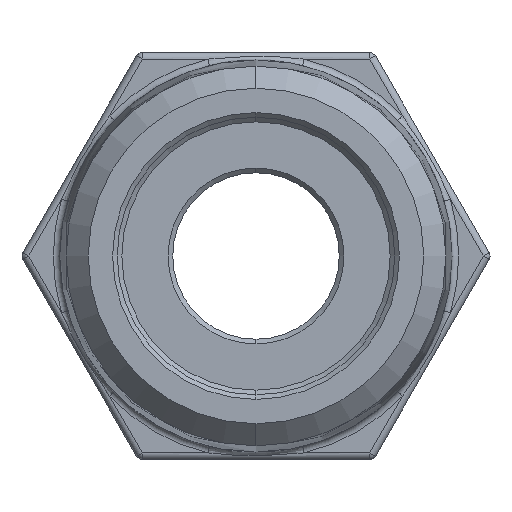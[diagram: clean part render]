
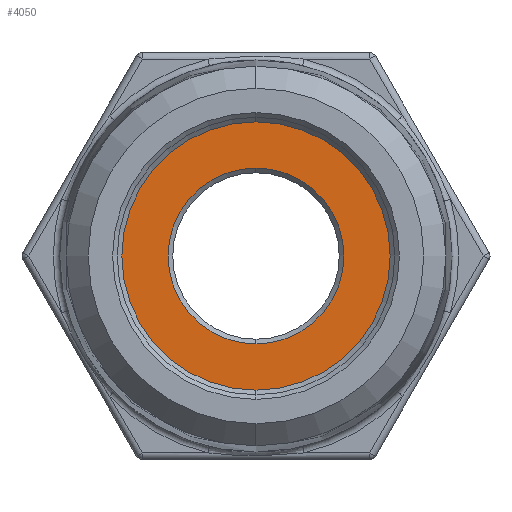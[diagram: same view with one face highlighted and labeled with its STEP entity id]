
A CAD part, left-side view. The second image highlights one B-rep face of the part: STEP entity #4050.
In plain terms, the highlighted planar face has unit normal (-1, 0, 0).
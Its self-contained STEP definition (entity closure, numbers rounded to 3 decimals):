
#49 = ORIENTED_EDGE ( 'NONE', *, *, #13311, .T. ) ;
#670 = AXIS2_PLACEMENT_3D ( 'NONE', #5012, #13978, #3734 ) ;
#1169 = VERTEX_POINT ( 'NONE', #6381 ) ;
#1351 = ORIENTED_EDGE ( 'NONE', *, *, #8167, .T. ) ;
#1435 = DIRECTION ( 'NONE',  ( 0., 0., -1. ) ) ;
#1744 = CIRCLE ( 'NONE', #670, 4.75 ) ;
#2215 = CARTESIAN_POINT ( 'NONE',  ( 6.18, 7.5, 0. ) ) ;
#2328 = CARTESIAN_POINT ( 'NONE',  ( 6.18, 0., -7.25 ) ) ;
#2638 = AXIS2_PLACEMENT_3D ( 'NONE', #9235, #7972, #1435 ) ;
#3039 = CARTESIAN_POINT ( 'NONE',  ( 6.18, 0., 0. ) ) ;
#3734 = DIRECTION ( 'NONE',  ( 0., 0., -1. ) ) ;
#4050 = ADVANCED_FACE ( 'NONE', ( #6289, #6692 ), #13725, .F. ) ;
#5001 = CIRCLE ( 'NONE', #2638, 7.25 ) ;
#5012 = CARTESIAN_POINT ( 'NONE',  ( 6.18, 0., 0. ) ) ;
#6289 = FACE_BOUND ( 'NONE', #13322, .T. ) ;
#6381 = CARTESIAN_POINT ( 'NONE',  ( 6.18, 0., 4.75 ) ) ;
#6692 = FACE_OUTER_BOUND ( 'NONE', #16402, .T. ) ;
#7005 = DIRECTION ( 'NONE',  ( -1., 0., 0. ) ) ;
#7249 = AXIS2_PLACEMENT_3D ( 'NONE', #2215, #15188, #11358 ) ;
#7699 = CARTESIAN_POINT ( 'NONE',  ( 6.18, 0., 7.25 ) ) ;
#7961 = VERTEX_POINT ( 'NONE', #9467 ) ;
#7972 = DIRECTION ( 'NONE',  ( -1., 0., 0. ) ) ;
#8167 = EDGE_CURVE ( 'NONE', #12708, #13228, #9912, .T. ) ;
#8189 = CIRCLE ( 'NONE', #14838, 4.75 ) ;
#8323 = ORIENTED_EDGE ( 'NONE', *, *, #9466, .T. ) ;
#8770 = DIRECTION ( 'NONE',  ( 1., 0., 0. ) ) ;
#9235 = CARTESIAN_POINT ( 'NONE',  ( 6.18, 0., 0. ) ) ;
#9466 = EDGE_CURVE ( 'NONE', #1169, #7961, #8189, .T. ) ;
#9467 = CARTESIAN_POINT ( 'NONE',  ( 6.18, 0., -4.75 ) ) ;
#9912 = CIRCLE ( 'NONE', #10303, 7.25 ) ;
#10303 = AXIS2_PLACEMENT_3D ( 'NONE', #3039, #7005, #10945 ) ;
#10945 = DIRECTION ( 'NONE',  ( 0., 0., -1. ) ) ;
#11358 = DIRECTION ( 'NONE',  ( 0., 0., -1. ) ) ;
#11440 = DIRECTION ( 'NONE',  ( 0., 0., -1. ) ) ;
#12290 = ORIENTED_EDGE ( 'NONE', *, *, #13539, .T. ) ;
#12708 = VERTEX_POINT ( 'NONE', #2328 ) ;
#13228 = VERTEX_POINT ( 'NONE', #7699 ) ;
#13311 = EDGE_CURVE ( 'NONE', #13228, #12708, #5001, .T. ) ;
#13322 = EDGE_LOOP ( 'NONE', ( #8323, #12290 ) ) ;
#13539 = EDGE_CURVE ( 'NONE', #7961, #1169, #1744, .T. ) ;
#13725 = PLANE ( 'NONE',  #7249 ) ;
#13978 = DIRECTION ( 'NONE',  ( 1., 0., 0. ) ) ;
#14838 = AXIS2_PLACEMENT_3D ( 'NONE', #16420, #8770, #11440 ) ;
#15188 = DIRECTION ( 'NONE',  ( 1., 0., 0. ) ) ;
#16402 = EDGE_LOOP ( 'NONE', ( #49, #1351 ) ) ;
#16420 = CARTESIAN_POINT ( 'NONE',  ( 6.18, 0., 0. ) ) ;
